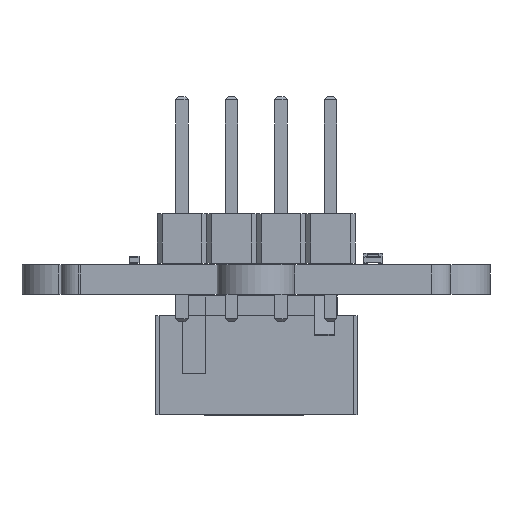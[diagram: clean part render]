
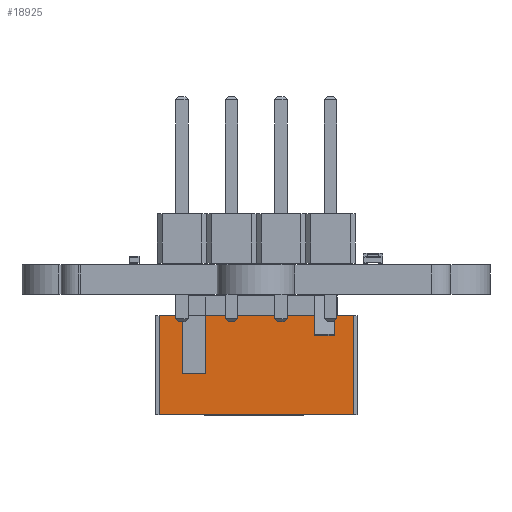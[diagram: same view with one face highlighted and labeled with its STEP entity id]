
A CAD part, left-side view. The second image highlights one B-rep face of the part: STEP entity #18925.
In plain terms, the highlighted face is planar.
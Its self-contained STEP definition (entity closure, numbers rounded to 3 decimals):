
#18833 = EDGE_CURVE('',#18834,#18836,#18838,.T.);
#18834 = VERTEX_POINT('',#18835);
#18835 = CARTESIAN_POINT('',(8.7,1.27,1.02));
#18836 = VERTEX_POINT('',#18837);
#18837 = CARTESIAN_POINT('',(8.7,1.27,6.1));
#18838 = LINE('',#18839,#18840);
#18839 = CARTESIAN_POINT('',(8.7,1.27,1.02));
#18840 = VECTOR('',#18841,1.);
#18841 = DIRECTION('',(0.,0.,1.));
#18925 = ADVANCED_FACE('',(#18926),#19031,.T.);
#18926 = FACE_BOUND('',#18927,.T.);
#18927 = EDGE_LOOP('',(#18928,#18938,#18946,#18952,#18953,#18961,#18969,
    #18977,#18985,#18993,#19001,#19009,#19017,#19025));
#18928 = ORIENTED_EDGE('',*,*,#18929,.F.);
#18929 = EDGE_CURVE('',#18930,#18932,#18934,.T.);
#18930 = VERTEX_POINT('',#18931);
#18931 = CARTESIAN_POINT('',(-1.27,1.27,1.02));
#18932 = VERTEX_POINT('',#18933);
#18933 = CARTESIAN_POINT('',(-0.24,1.27,1.02));
#18934 = LINE('',#18935,#18936);
#18935 = CARTESIAN_POINT('',(-1.27,1.27,1.02));
#18936 = VECTOR('',#18937,1.);
#18937 = DIRECTION('',(1.,0.,0.));
#18938 = ORIENTED_EDGE('',*,*,#18939,.T.);
#18939 = EDGE_CURVE('',#18930,#18940,#18942,.T.);
#18940 = VERTEX_POINT('',#18941);
#18941 = CARTESIAN_POINT('',(-1.27,1.27,6.1));
#18942 = LINE('',#18943,#18944);
#18943 = CARTESIAN_POINT('',(-1.27,1.27,1.02));
#18944 = VECTOR('',#18945,1.);
#18945 = DIRECTION('',(0.,0.,1.));
#18946 = ORIENTED_EDGE('',*,*,#18947,.T.);
#18947 = EDGE_CURVE('',#18940,#18836,#18948,.T.);
#18948 = LINE('',#18949,#18950);
#18949 = CARTESIAN_POINT('',(-1.27,1.27,6.1));
#18950 = VECTOR('',#18951,1.);
#18951 = DIRECTION('',(1.,0.,0.));
#18952 = ORIENTED_EDGE('',*,*,#18833,.F.);
#18953 = ORIENTED_EDGE('',*,*,#18954,.F.);
#18954 = EDGE_CURVE('',#18955,#18834,#18957,.T.);
#18955 = VERTEX_POINT('',#18956);
#18956 = CARTESIAN_POINT('',(7.86,1.27,1.02));
#18957 = LINE('',#18958,#18959);
#18958 = CARTESIAN_POINT('',(-1.27,1.27,1.02));
#18959 = VECTOR('',#18960,1.);
#18960 = DIRECTION('',(1.,0.,0.));
#18961 = ORIENTED_EDGE('',*,*,#18962,.F.);
#18962 = EDGE_CURVE('',#18963,#18955,#18965,.T.);
#18963 = VERTEX_POINT('',#18964);
#18964 = CARTESIAN_POINT('',(7.71,1.27,1.02));
#18965 = LINE('',#18966,#18967);
#18966 = CARTESIAN_POINT('',(-1.27,1.27,1.02));
#18967 = VECTOR('',#18968,1.);
#18968 = DIRECTION('',(1.,0.,0.));
#18969 = ORIENTED_EDGE('',*,*,#18970,.T.);
#18970 = EDGE_CURVE('',#18963,#18971,#18973,.T.);
#18971 = VERTEX_POINT('',#18972);
#18972 = CARTESIAN_POINT('',(7.71,1.27,2.038));
#18973 = LINE('',#18974,#18975);
#18974 = CARTESIAN_POINT('',(7.71,1.27,0.701));
#18975 = VECTOR('',#18976,1.);
#18976 = DIRECTION('',(0.,0.,1.));
#18977 = ORIENTED_EDGE('',*,*,#18978,.T.);
#18978 = EDGE_CURVE('',#18971,#18979,#18981,.T.);
#18979 = VERTEX_POINT('',#18980);
#18980 = CARTESIAN_POINT('',(6.71,1.27,2.038));
#18981 = LINE('',#18982,#18983);
#18982 = CARTESIAN_POINT('',(2.625,1.27,2.038));
#18983 = VECTOR('',#18984,1.);
#18984 = DIRECTION('',(-1.,0.,0.));
#18985 = ORIENTED_EDGE('',*,*,#18986,.F.);
#18986 = EDGE_CURVE('',#18987,#18979,#18989,.T.);
#18987 = VERTEX_POINT('',#18988);
#18988 = CARTESIAN_POINT('',(6.71,1.27,1.02));
#18989 = LINE('',#18990,#18991);
#18990 = CARTESIAN_POINT('',(6.71,1.27,0.701));
#18991 = VECTOR('',#18992,1.);
#18992 = DIRECTION('',(0.,0.,1.));
#18993 = ORIENTED_EDGE('',*,*,#18994,.F.);
#18994 = EDGE_CURVE('',#18995,#18987,#18997,.T.);
#18995 = VERTEX_POINT('',#18996);
#18996 = CARTESIAN_POINT('',(1.11,1.27,1.02));
#18997 = LINE('',#18998,#18999);
#18998 = CARTESIAN_POINT('',(-1.27,1.27,1.02));
#18999 = VECTOR('',#19000,1.);
#19000 = DIRECTION('',(1.,0.,0.));
#19001 = ORIENTED_EDGE('',*,*,#19002,.F.);
#19002 = EDGE_CURVE('',#19003,#18995,#19005,.T.);
#19003 = VERTEX_POINT('',#19004);
#19004 = CARTESIAN_POINT('',(1.11,1.27,4.));
#19005 = LINE('',#19006,#19007);
#19006 = CARTESIAN_POINT('',(1.11,1.27,0.51));
#19007 = VECTOR('',#19008,1.);
#19008 = DIRECTION('',(0.,0.,-1.));
#19009 = ORIENTED_EDGE('',*,*,#19010,.F.);
#19010 = EDGE_CURVE('',#19011,#19003,#19013,.T.);
#19011 = VERTEX_POINT('',#19012);
#19012 = CARTESIAN_POINT('',(-0.09,1.27,4.));
#19013 = LINE('',#19014,#19015);
#19014 = CARTESIAN_POINT('',(-0.775,1.27,4.));
#19015 = VECTOR('',#19016,1.);
#19016 = DIRECTION('',(1.,0.,0.));
#19017 = ORIENTED_EDGE('',*,*,#19018,.T.);
#19018 = EDGE_CURVE('',#19011,#19019,#19021,.T.);
#19019 = VERTEX_POINT('',#19020);
#19020 = CARTESIAN_POINT('',(-0.09,1.27,1.02));
#19021 = LINE('',#19022,#19023);
#19022 = CARTESIAN_POINT('',(-0.09,1.27,0.51));
#19023 = VECTOR('',#19024,1.);
#19024 = DIRECTION('',(0.,0.,-1.));
#19025 = ORIENTED_EDGE('',*,*,#19026,.F.);
#19026 = EDGE_CURVE('',#18932,#19019,#19027,.T.);
#19027 = LINE('',#19028,#19029);
#19028 = CARTESIAN_POINT('',(-1.27,1.27,1.02));
#19029 = VECTOR('',#19030,1.);
#19030 = DIRECTION('',(1.,0.,0.));
#19031 = PLANE('',#19032);
#19032 = AXIS2_PLACEMENT_3D('',#19033,#19034,#19035);
#19033 = CARTESIAN_POINT('',(-1.46,1.27,1.02));
#19034 = DIRECTION('',(0.,1.,0.));
#19035 = DIRECTION('',(1.,0.,0.));
